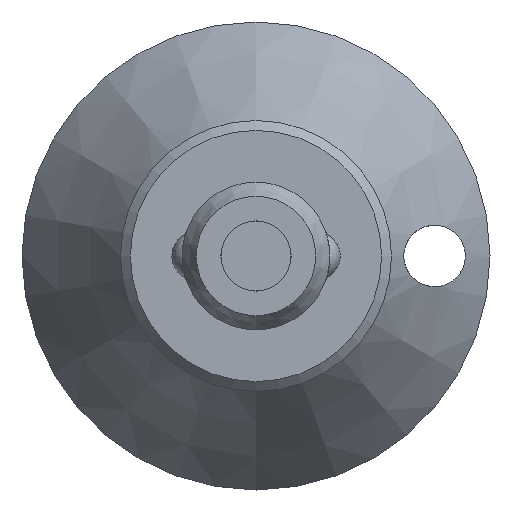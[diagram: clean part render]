
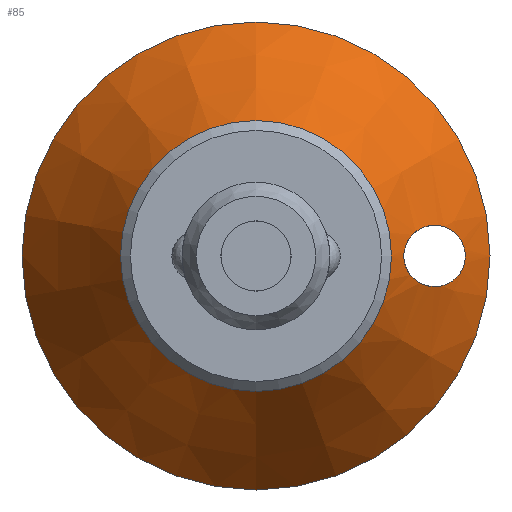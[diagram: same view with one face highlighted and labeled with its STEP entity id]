
A CAD part, front view. The second image highlights one B-rep face of the part: STEP entity #85.
In plain terms, the highlighted conical face has half-angle 32.6 degrees and reference radius 9.5 mm.
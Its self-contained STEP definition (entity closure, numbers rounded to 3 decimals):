
#85 = ADVANCED_FACE( '', ( #196, #197, #198 ), #199, .T. );
#196 = FACE_BOUND( '', #374, .T. );
#197 = FACE_OUTER_BOUND( '', #375, .T. );
#198 = FACE_BOUND( '', #376, .T. );
#199 = CONICAL_SURFACE( '', #377, 9.5, 0.569 );
#374 = EDGE_LOOP( '', ( #541 ) );
#375 = EDGE_LOOP( '', ( #542 ) );
#376 = EDGE_LOOP( '', ( #543 ) );
#377 = AXIS2_PLACEMENT_3D( '', #544, #545, #546 );
#541 = ORIENTED_EDGE( '', *, *, #704, .T. );
#542 = ORIENTED_EDGE( '', *, *, #705, .F. );
#543 = ORIENTED_EDGE( '', *, *, #706, .T. );
#544 = CARTESIAN_POINT( '', ( 0., 23.255, 0. ) );
#545 = DIRECTION( '', ( 0., 1., 0. ) );
#546 = DIRECTION( '', ( 0., 0., 1. ) );
#704 = EDGE_CURVE( '', #801, #801, #802, .T. );
#705 = EDGE_CURVE( '', #803, #803, #804, .T. );
#706 = EDGE_CURVE( '', #805, #805, #806, .T. );
#801 = VERTEX_POINT( '', #1064 );
#802 = CIRCLE( '', #1065, 5.5 );
#803 = VERTEX_POINT( '', #1066 );
#804 = CIRCLE( '', #1067, 9.5 );
#805 = VERTEX_POINT( '', #1068 );
#806 = B_SPLINE_CURVE_WITH_KNOTS( '', 3, ( #1069, #1070, #1071, #1072, #1073, #1074, #1075, #1076, #1077, #1078, #1079, #1080, #1081, #1082, #1083, #1084, #1085, #1086, #1087, #1088, #1089, #1090, #1091, #1092, #1093, #1094, #1095, #1096, #1097, #1098, #1099, #1100, #1101, #1102, #1103, #1104, #1105, #1106, #1107, #1108, #1109, #1110, #1111, #1112, #1113, #1114, #1115, #1116 ), .UNSPECIFIED., .T., .F., ( 2, 2, 2, 2, 2, 2, 2, 2, 2, 2, 2, 2, 2, 2, 2, 2, 2, 2, 2, 2, 2, 2, 2, 2, 2, 2 ), ( 0., 0., 0., 0., 0.001, 0.001, 0.001, 0.002, 0.003, 0.004, 0.004, 0.005, 0.005, 0.006, 0.006, 0.006, 0.007, 0.007, 0.008, 0.009, 0.009, 0.01, 0.011, 0.011, 0.011, 0.012 ), .UNSPECIFIED. );
#1064 = CARTESIAN_POINT( '', ( 0., 17., 5.5 ) );
#1065 = AXIS2_PLACEMENT_3D( '', #1328, #1329, #1330 );
#1066 = CARTESIAN_POINT( '', ( 0., 23.255, 9.5 ) );
#1067 = AXIS2_PLACEMENT_3D( '', #1331, #1332, #1333 );
#1068 = CARTESIAN_POINT( '', ( 6.032, 17.842, -0.281 ) );
#1069 = CARTESIAN_POINT( '', ( 6.057, 17.889, -0.39 ) );
#1070 = CARTESIAN_POINT( '', ( 6.019, 17.818, -0.226 ) );
#1071 = CARTESIAN_POINT( '', ( 6.01, 17.801, -0.17 ) );
#1072 = CARTESIAN_POINT( '', ( 6., 17.781, -0.052 ) );
#1073 = CARTESIAN_POINT( '', ( 5.999, 17.779, 0.01 ) );
#1074 = CARTESIAN_POINT( '', ( 6.008, 17.798, 0.188 ) );
#1075 = CARTESIAN_POINT( '', ( 6.032, 17.843, 0.301 ) );
#1076 = CARTESIAN_POINT( '', ( 6.099, 17.967, 0.498 ) );
#1077 = CARTESIAN_POINT( '', ( 6.14, 18.043, 0.581 ) );
#1078 = CARTESIAN_POINT( '', ( 6.231, 18.209, 0.729 ) );
#1079 = CARTESIAN_POINT( '', ( 6.28, 18.298, 0.792 ) );
#1080 = CARTESIAN_POINT( '', ( 6.435, 18.572, 0.96 ) );
#1081 = CARTESIAN_POINT( '', ( 6.549, 18.769, 1.043 ) );
#1082 = CARTESIAN_POINT( '', ( 6.783, 19.162, 1.167 ) );
#1083 = CARTESIAN_POINT( '', ( 6.905, 19.361, 1.208 ) );
#1084 = CARTESIAN_POINT( '', ( 7.158, 19.762, 1.253 ) );
#1085 = CARTESIAN_POINT( '', ( 7.288, 19.964, 1.256 ) );
#1086 = CARTESIAN_POINT( '', ( 7.549, 20.357, 1.221 ) );
#1087 = CARTESIAN_POINT( '', ( 7.68, 20.549, 1.183 ) );
#1088 = CARTESIAN_POINT( '', ( 7.942, 20.926, 1.051 ) );
#1089 = CARTESIAN_POINT( '', ( 8.073, 21.11, 0.958 ) );
#1090 = CARTESIAN_POINT( '', ( 8.248, 21.351, 0.757 ) );
#1091 = CARTESIAN_POINT( '', ( 8.303, 21.425, 0.682 ) );
#1092 = CARTESIAN_POINT( '', ( 8.398, 21.555, 0.504 ) );
#1093 = CARTESIAN_POINT( '', ( 8.439, 21.609, 0.403 ) );
#1094 = CARTESIAN_POINT( '', ( 8.493, 21.681, 0.178 ) );
#1095 = CARTESIAN_POINT( '', ( 8.505, 21.697, 0.057 ) );
#1096 = CARTESIAN_POINT( '', ( 8.492, 21.681, -0.184 ) );
#1097 = CARTESIAN_POINT( '', ( 8.468, 21.649, -0.301 ) );
#1098 = CARTESIAN_POINT( '', ( 8.397, 21.553, -0.509 ) );
#1099 = CARTESIAN_POINT( '', ( 8.35, 21.489, -0.602 ) );
#1100 = CARTESIAN_POINT( '', ( 8.245, 21.346, -0.763 ) );
#1101 = CARTESIAN_POINT( '', ( 8.187, 21.266, -0.832 ) );
#1102 = CARTESIAN_POINT( '', ( 8.004, 21.013, -1.012 ) );
#1103 = CARTESIAN_POINT( '', ( 7.874, 20.83, -1.093 ) );
#1104 = CARTESIAN_POINT( '', ( 7.608, 20.445, -1.206 ) );
#1105 = CARTESIAN_POINT( '', ( 7.477, 20.249, -1.236 ) );
#1106 = CARTESIAN_POINT( '', ( 7.216, 19.853, -1.256 ) );
#1107 = CARTESIAN_POINT( '', ( 7.087, 19.651, -1.246 ) );
#1108 = CARTESIAN_POINT( '', ( 6.836, 19.249, -1.187 ) );
#1109 = CARTESIAN_POINT( '', ( 6.716, 19.051, -1.138 ) );
#1110 = CARTESIAN_POINT( '', ( 6.486, 18.66, -0.998 ) );
#1111 = CARTESIAN_POINT( '', ( 6.374, 18.465, -0.906 ) );
#1112 = CARTESIAN_POINT( '', ( 6.225, 18.197, -0.719 ) );
#1113 = CARTESIAN_POINT( '', ( 6.177, 18.111, -0.648 ) );
#1114 = CARTESIAN_POINT( '', ( 6.094, 17.958, -0.484 ) );
#1115 = CARTESIAN_POINT( '', ( 6.057, 17.889, -0.39 ) );
#1116 = CARTESIAN_POINT( '', ( 6.019, 17.818, -0.226 ) );
#1328 = CARTESIAN_POINT( '', ( 0., 17., 0. ) );
#1329 = DIRECTION( '', ( 0., 1., 0. ) );
#1330 = DIRECTION( '', ( 0., 0., 1. ) );
#1331 = CARTESIAN_POINT( '', ( 0., 23.255, 0. ) );
#1332 = DIRECTION( '', ( 0., 1., 0. ) );
#1333 = DIRECTION( '', ( 0., 0., 1. ) );
